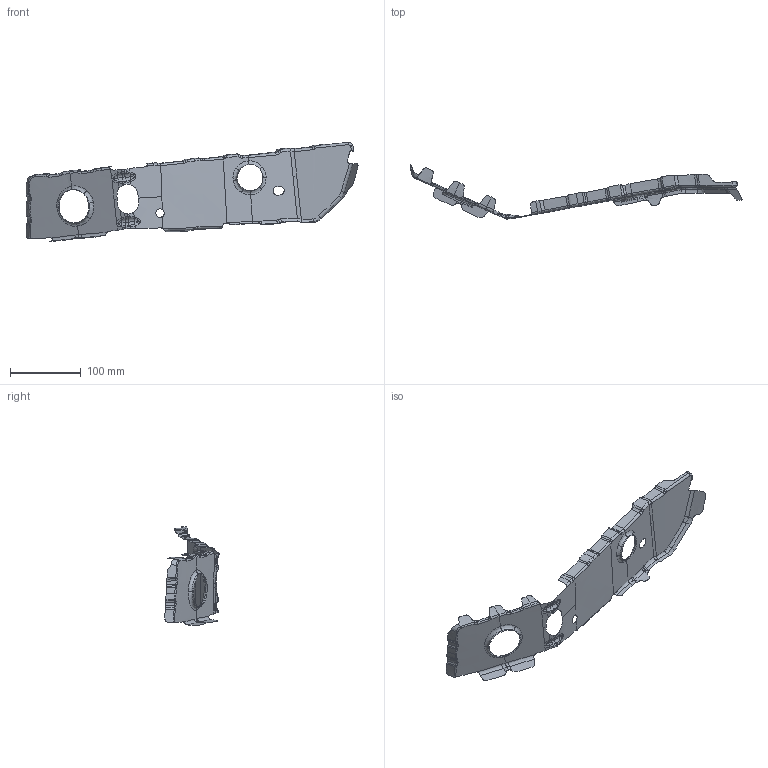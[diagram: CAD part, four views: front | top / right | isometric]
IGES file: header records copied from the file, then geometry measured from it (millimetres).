
Global section: file name: Rückführung Blech.igs; native system: IGES file generated by PolyWorks (InnovMetric Software Inc., http://www.innovmetric.com); preprocessor: PolyWorks IGES exporter v1.2; date: 150218.193937; units: millimetre
Bounding box: 468.52 x 76.76 x 139.96 mm (x, y, z)
Surface area: 52023.2 mm2 (no closed solid volume)
Topology: 0 solids, 0 shells, 253 faces, 1120 edges, 1120 vertices
Faces by surface type: bspline 253
